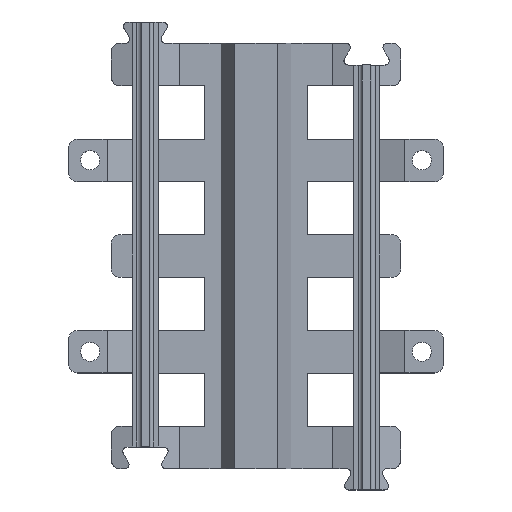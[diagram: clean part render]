
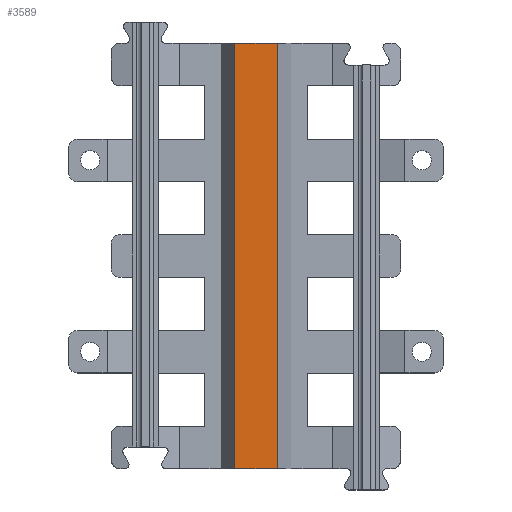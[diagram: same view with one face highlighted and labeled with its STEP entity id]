
A CAD part, top view. The second image highlights one B-rep face of the part: STEP entity #3589.
In plain terms, the highlighted planar face has unit normal (0, 0, 1).
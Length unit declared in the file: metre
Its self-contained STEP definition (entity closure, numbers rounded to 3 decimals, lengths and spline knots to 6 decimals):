
#1080=ORIENTED_EDGE('',*,*,#1686,.F.);
#1081=ORIENTED_EDGE('',*,*,#1397,.T.);
#1082=ORIENTED_EDGE('',*,*,#1687,.T.);
#1083=ORIENTED_EDGE('',*,*,#1443,.T.);
#1397=EDGE_CURVE('',#1897,#1896,#2245,.T.);
#1443=EDGE_CURVE('',#1930,#1929,#2291,.T.);
#1686=EDGE_CURVE('',#1897,#1929,#2470,.T.);
#1687=EDGE_CURVE('',#1896,#1930,#2471,.T.);
#1896=VERTEX_POINT('',#5294);
#1897=VERTEX_POINT('',#5296);
#1929=VERTEX_POINT('',#5380);
#1930=VERTEX_POINT('',#5382);
#2245=LINE('',#5295,#2681);
#2291=LINE('',#5381,#2727);
#2470=LINE('',#5836,#2906);
#2471=LINE('',#5837,#2907);
#2681=VECTOR('',#4200,1.);
#2727=VECTOR('',#4260,1.);
#2906=VECTOR('',#4771,1.);
#2907=VECTOR('',#4772,1.);
#3079=EDGE_LOOP('',(#1080,#1081,#1082,#1083));
#3269=FACE_BOUND('',#3079,.T.);
#3423=PLANE('',#3856);
#3589=ADVANCED_FACE('',(#3269),#3423,.F.);
#3856=AXIS2_PLACEMENT_3D('',#5835,#4769,#4770);
#4200=DIRECTION('',(-1.,0.,0.));
#4260=DIRECTION('',(1.,0.,0.));
#4769=DIRECTION('',(0.,0.,-1.));
#4770=DIRECTION('',(-1.,0.,0.));
#4771=DIRECTION('',(0.,-1.,0.));
#4772=DIRECTION('',(0.,-1.,0.));
#5294=CARTESIAN_POINT('',(-0.005,0.,0.004));
#5295=CARTESIAN_POINT('',(0.,0.,0.004));
#5296=CARTESIAN_POINT('',(0.005,0.,0.004));
#5380=CARTESIAN_POINT('',(0.005,-0.1,0.004));
#5381=CARTESIAN_POINT('',(0.,-0.1,0.004));
#5382=CARTESIAN_POINT('',(-0.005,-0.1,0.004));
#5835=CARTESIAN_POINT('',(0.,0.000002,0.004));
#5836=CARTESIAN_POINT('',(0.005,0.000002,0.004));
#5837=CARTESIAN_POINT('',(-0.005,0.000002,0.004));
